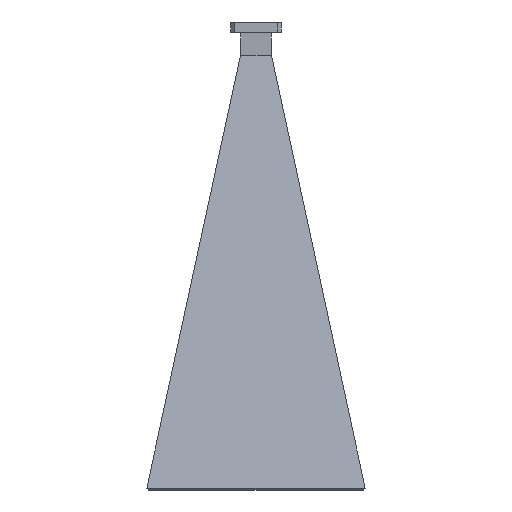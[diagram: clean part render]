
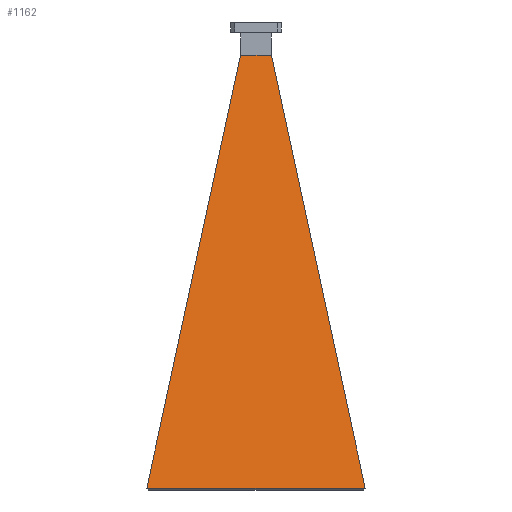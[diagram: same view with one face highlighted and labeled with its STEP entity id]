
A CAD part, front view. The second image highlights one B-rep face of the part: STEP entity #1162.
In plain terms, the highlighted planar face has unit normal (0, -0.984, 0.179).
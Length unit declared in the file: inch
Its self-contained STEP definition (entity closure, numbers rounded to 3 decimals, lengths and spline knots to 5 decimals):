
#61 = EDGE_CURVE ( 'NONE', #435, #1207, #886, .T. ) ;
#104 = CARTESIAN_POINT ( 'NONE',  ( 0., -0.145, -0.582 ) ) ;
#172 = DIRECTION ( 'NONE',  ( 0.208, -0.175, -0.962 ) ) ;
#176 = ORIENTED_EDGE ( 'NONE', *, *, #61, .T. ) ;
#214 = DIRECTION ( 'NONE',  ( -1., 0., 0. ) ) ;
#216 = CARTESIAN_POINT ( 'NONE',  ( 1.90267, -1.51883, -8.11967 ) ) ;
#300 = DIRECTION ( 'NONE',  ( 0., -0.179, -0.984 ) ) ;
#399 = VECTOR ( 'NONE', #1011, 39.37008 ) ;
#427 = VECTOR ( 'NONE', #214, 39.37008 ) ;
#431 = EDGE_CURVE ( 'NONE', #435, #1253, #1494, .T. ) ;
#435 = VERTEX_POINT ( 'NONE', #1497 ) ;
#452 = CARTESIAN_POINT ( 'NONE',  ( 0., -1.51883, -8.11967 ) ) ;
#468 = DIRECTION ( 'NONE',  ( 1., 0., 0. ) ) ;
#552 = CARTESIAN_POINT ( 'NONE',  ( -0.27, -0.145, -0.582 ) ) ;
#674 = CARTESIAN_POINT ( 'NONE',  ( 0., -0.03767, 0.00687 ) ) ;
#685 = EDGE_CURVE ( 'NONE', #1518, #1253, #1425, .T. ) ;
#765 = VECTOR ( 'NONE', #172, 39.37008 ) ;
#781 = LINE ( 'NONE', #1258, #399 ) ;
#830 = ORIENTED_EDGE ( 'NONE', *, *, #1525, .T. ) ;
#859 = EDGE_LOOP ( 'NONE', ( #830, #1468, #1056, #176 ) ) ;
#886 = LINE ( 'NONE', #104, #427 ) ;
#914 = PLANE ( 'NONE',  #942 ) ;
#942 = AXIS2_PLACEMENT_3D ( 'NONE', #674, #1025, #300 ) ;
#1011 = DIRECTION ( 'NONE',  ( -0.208, -0.175, -0.962 ) ) ;
#1025 = DIRECTION ( 'NONE',  ( 0., -0.984, 0.179 ) ) ;
#1028 = CARTESIAN_POINT ( 'NONE',  ( 0.27, -0.145, -0.582 ) ) ;
#1046 = VECTOR ( 'NONE', #468, 39.37008 ) ;
#1056 = ORIENTED_EDGE ( 'NONE', *, *, #431, .F. ) ;
#1133 = CARTESIAN_POINT ( 'NONE',  ( -1.90267, -1.51883, -8.11967 ) ) ;
#1162 = ADVANCED_FACE ( 'NONE', ( #1424 ), #914, .T. ) ;
#1207 = VERTEX_POINT ( 'NONE', #552 ) ;
#1253 = VERTEX_POINT ( 'NONE', #216 ) ;
#1258 = CARTESIAN_POINT ( 'NONE',  ( -0.27, -0.145, -0.582 ) ) ;
#1424 = FACE_OUTER_BOUND ( 'NONE', #859, .T. ) ;
#1425 = LINE ( 'NONE', #452, #1046 ) ;
#1468 = ORIENTED_EDGE ( 'NONE', *, *, #685, .T. ) ;
#1494 = LINE ( 'NONE', #1028, #765 ) ;
#1497 = CARTESIAN_POINT ( 'NONE',  ( 0.27, -0.145, -0.582 ) ) ;
#1518 = VERTEX_POINT ( 'NONE', #1133 ) ;
#1525 = EDGE_CURVE ( 'NONE', #1207, #1518, #781, .T. ) ;
